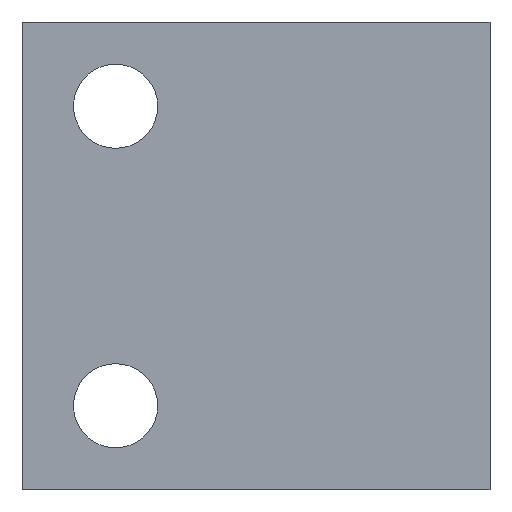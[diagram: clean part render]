
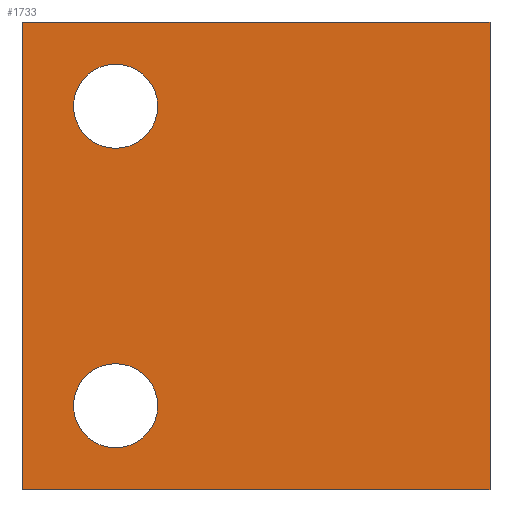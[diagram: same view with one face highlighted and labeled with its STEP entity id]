
A CAD part, left-side view. The second image highlights one B-rep face of the part: STEP entity #1733.
In plain terms, the highlighted planar face has unit normal (-1, 0, 0).
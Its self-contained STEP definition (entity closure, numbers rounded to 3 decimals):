
#4 = AXIS2_PLACEMENT_3D ( 'NONE', #652, #653, #654 ) ;
#6 = EDGE_CURVE ( 'NONE', #540, #538, #1534, .T. ) ;
#11 = EDGE_CURVE ( 'NONE', #537, #535, #1541, .T. ) ;
#39 = EDGE_CURVE ( 'NONE', #538, #540, #1585, .T. ) ;
#41 = EDGE_CURVE ( 'NONE', #557, #605, #1586, .T. ) ;
#42 = EDGE_CURVE ( 'NONE', #557, #600, #1584, .T. ) ;
#43 = EDGE_CURVE ( 'NONE', #535, #537, #1593, .T. ) ;
#44 = EDGE_CURVE ( 'NONE', #602, #600, #1589, .T. ) ;
#45 = EDGE_CURVE ( 'NONE', #605, #602, #1592, .T. ) ;
#309 = AXIS2_PLACEMENT_3D ( 'NONE', #665, #666, #667 ) ;
#316 = AXIS2_PLACEMENT_3D ( 'NONE', #742, #743, #744 ) ;
#322 = AXIS2_PLACEMENT_3D ( 'NONE', #724, #734, #735 ) ;
#341 = AXIS2_PLACEMENT_3D ( 'NONE', #2554, #2555, #2556 ) ;
#535 = VERTEX_POINT ( 'NONE', #2383 ) ;
#537 = VERTEX_POINT ( 'NONE', #2385 ) ;
#538 = VERTEX_POINT ( 'NONE', #2386 ) ;
#540 = VERTEX_POINT ( 'NONE', #2388 ) ;
#557 = VERTEX_POINT ( 'NONE', #2405 ) ;
#600 = VERTEX_POINT ( 'NONE', #2448 ) ;
#602 = VERTEX_POINT ( 'NONE', #2450 ) ;
#605 = VERTEX_POINT ( 'NONE', #2453 ) ;
#652 = CARTESIAN_POINT ( 'NONE',  ( -7.5, 7.5, 8. ) ) ;
#653 = DIRECTION ( 'NONE',  ( 1., 0., 0. ) ) ;
#654 = DIRECTION ( 'NONE',  ( 0., -1., 0. ) ) ;
#665 = CARTESIAN_POINT ( 'NONE',  ( -7.5, 7.5, -8. ) ) ;
#666 = DIRECTION ( 'NONE',  ( 1., 0., 0. ) ) ;
#667 = DIRECTION ( 'NONE',  ( 0., -1., 0. ) ) ;
#724 = CARTESIAN_POINT ( 'NONE',  ( -7.5, 7.5, 8. ) ) ;
#729 = CARTESIAN_POINT ( 'NONE',  ( -7.5, 0., -12.5 ) ) ;
#734 = DIRECTION ( 'NONE',  ( 1., 0., 0. ) ) ;
#735 = DIRECTION ( 'NONE',  ( 0., -1., 0. ) ) ;
#738 = CARTESIAN_POINT ( 'NONE',  ( -7.5, 12.5, 0. ) ) ;
#739 = DIRECTION ( 'NONE',  ( 0., 0., 1. ) ) ;
#740 = CARTESIAN_POINT ( 'NONE',  ( -7.5, 0., 12.5 ) ) ;
#741 = DIRECTION ( 'NONE',  ( 0., -1., 0. ) ) ;
#742 = CARTESIAN_POINT ( 'NONE',  ( -7.5, 7.5, -8. ) ) ;
#743 = DIRECTION ( 'NONE',  ( 1., 0., 0. ) ) ;
#744 = DIRECTION ( 'NONE',  ( 0., -1., 0. ) ) ;
#745 = CARTESIAN_POINT ( 'NONE',  ( -7.5, -12.5, 0. ) ) ;
#746 = DIRECTION ( 'NONE',  ( 0., 0., -1. ) ) ;
#748 = DIRECTION ( 'NONE',  ( 0., -1., 0. ) ) ;
#843 = EDGE_LOOP ( 'NONE', ( #1115, #1116, #1117, #1118 ) ) ;
#844 = EDGE_LOOP ( 'NONE', ( #1113, #1114 ) ) ;
#846 = EDGE_LOOP ( 'NONE', ( #1111, #1112 ) ) ;
#1111 = ORIENTED_EDGE ( 'NONE', *, *, #6, .T. ) ;
#1112 = ORIENTED_EDGE ( 'NONE', *, *, #39, .T. ) ;
#1113 = ORIENTED_EDGE ( 'NONE', *, *, #11, .T. ) ;
#1114 = ORIENTED_EDGE ( 'NONE', *, *, #43, .T. ) ;
#1115 = ORIENTED_EDGE ( 'NONE', *, *, #42, .T. ) ;
#1116 = ORIENTED_EDGE ( 'NONE', *, *, #44, .F. ) ;
#1117 = ORIENTED_EDGE ( 'NONE', *, *, #45, .F. ) ;
#1118 = ORIENTED_EDGE ( 'NONE', *, *, #41, .F. ) ;
#1534 = CIRCLE ( 'NONE', #4, 2.25 ) ;
#1541 = CIRCLE ( 'NONE', #309, 2.25 ) ;
#1583 = VECTOR ( 'NONE', #746, 1000. ) ;
#1584 = LINE ( 'NONE', #729, #1588 ) ;
#1585 = CIRCLE ( 'NONE', #322, 2.25 ) ;
#1586 = LINE ( 'NONE', #738, #1587 ) ;
#1587 = VECTOR ( 'NONE', #739, 1000. ) ;
#1588 = VECTOR ( 'NONE', #741, 1000. ) ;
#1589 = LINE ( 'NONE', #745, #1583 ) ;
#1592 = LINE ( 'NONE', #740, #1594 ) ;
#1593 = CIRCLE ( 'NONE', #316, 2.25 ) ;
#1594 = VECTOR ( 'NONE', #748, 1000. ) ;
#1733 = ADVANCED_FACE ( 'NONE', ( #3380, #3385, #3387 ), #2544, .T. ) ;
#2383 = CARTESIAN_POINT ( 'NONE',  ( -7.5, 9.75, -8. ) ) ;
#2385 = CARTESIAN_POINT ( 'NONE',  ( -7.5, 5.25, -8. ) ) ;
#2386 = CARTESIAN_POINT ( 'NONE',  ( -7.5, 9.75, 8. ) ) ;
#2388 = CARTESIAN_POINT ( 'NONE',  ( -7.5, 5.25, 8. ) ) ;
#2405 = CARTESIAN_POINT ( 'NONE',  ( -7.5, 12.5, -12.5 ) ) ;
#2448 = CARTESIAN_POINT ( 'NONE',  ( -7.5, -12.5, -12.5 ) ) ;
#2450 = CARTESIAN_POINT ( 'NONE',  ( -7.5, -12.5, 12.5 ) ) ;
#2453 = CARTESIAN_POINT ( 'NONE',  ( -7.5, 12.5, 12.5 ) ) ;
#2544 = PLANE ( 'NONE',  #341 ) ;
#2554 = CARTESIAN_POINT ( 'NONE',  ( -7.5, -12.5, 0. ) ) ;
#2555 = DIRECTION ( 'NONE',  ( -1., 0., 0. ) ) ;
#2556 = DIRECTION ( 'NONE',  ( 0., 0., 1. ) ) ;
#3380 = FACE_BOUND ( 'NONE', #846, .T. ) ;
#3385 = FACE_BOUND ( 'NONE', #844, .T. ) ;
#3387 = FACE_OUTER_BOUND ( 'NONE', #843, .T. ) ;
